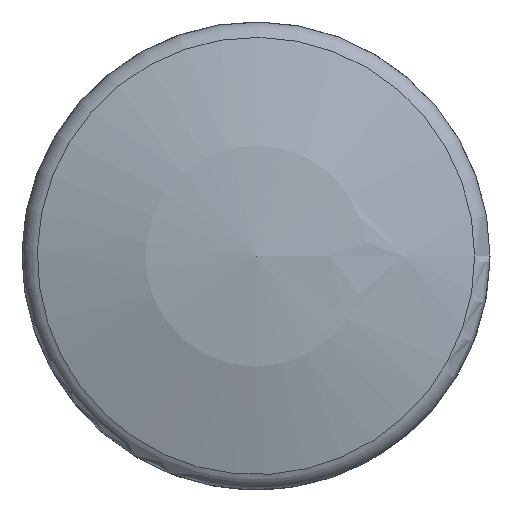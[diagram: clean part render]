
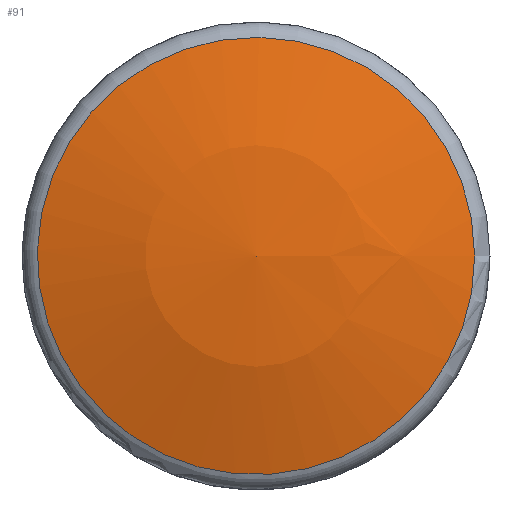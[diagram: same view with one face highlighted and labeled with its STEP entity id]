
A CAD part, front view. The second image highlights one B-rep face of the part: STEP entity #91.
In plain terms, the highlighted spherical face has radius 63 mm.
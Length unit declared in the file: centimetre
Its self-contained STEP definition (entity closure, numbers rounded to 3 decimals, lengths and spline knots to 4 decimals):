
#20=SPHERICAL_SURFACE('',#104,6.3);
#33=FACE_OUTER_BOUND('',#43,.T.);
#43=EDGE_LOOP('',(#78));
#54=CIRCLE('',#101,1.9623);
#61=VERTEX_POINT('',#150);
#68=EDGE_CURVE('',#61,#61,#54,.T.);
#78=ORIENTED_EDGE('',*,*,#68,.F.);
#91=ADVANCED_FACE('',(#33),#20,.T.);
#101=AXIS2_PLACEMENT_3D('',#151,#120,#121);
#104=AXIS2_PLACEMENT_3D('',#155,#126,#127);
#120=DIRECTION('center_axis',(0.,1.,0.));
#121=DIRECTION('ref_axis',(-1.,0.,0.));
#126=DIRECTION('center_axis',(0.,-1.,0.));
#127=DIRECTION('ref_axis',(1.,0.,0.));
#150=CARTESIAN_POINT('',(-1.9616,-6.1866,0.0531));
#151=CARTESIAN_POINT('Origin',(0.,-6.1866,0.));
#155=CARTESIAN_POINT('Origin',(0.,-0.2,0.));
